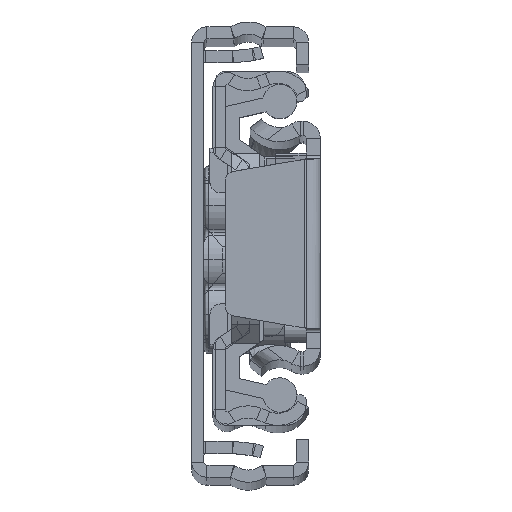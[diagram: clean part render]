
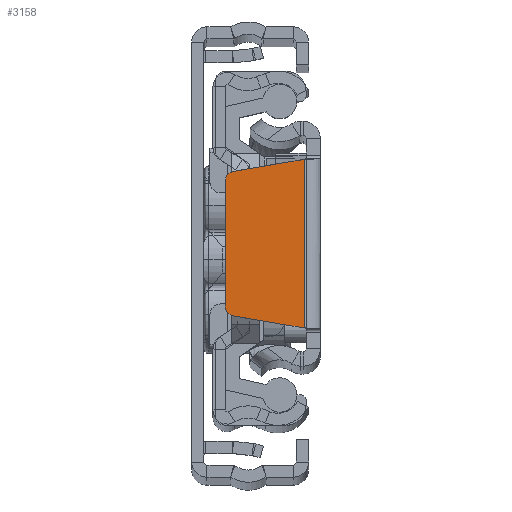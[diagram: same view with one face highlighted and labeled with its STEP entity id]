
A CAD part, top view. The second image highlights one B-rep face of the part: STEP entity #3158.
In plain terms, the highlighted planar face has unit normal (0, 0, 1).
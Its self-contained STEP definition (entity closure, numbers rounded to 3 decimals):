
#127 = CARTESIAN_POINT ( 'NONE',  ( -8.568, 7.142, 0. ) ) ;
#490 = EDGE_CURVE ( 'NONE', #9661, #20588, #9968, .T. ) ;
#771 = PLANE ( 'NONE',  #9245 ) ;
#1069 = CARTESIAN_POINT ( 'NONE',  ( -9.4, 6.156, 0. ) ) ;
#1079 = EDGE_CURVE ( 'NONE', #1746, #7985, #6175, .T. ) ;
#1151 = CARTESIAN_POINT ( 'NONE',  ( -8.568, -7.142, 0. ) ) ;
#1653 = DIRECTION ( 'NONE',  ( 0., 1., 0. ) ) ;
#1746 = VERTEX_POINT ( 'NONE', #16710 ) ;
#1820 = EDGE_CURVE ( 'NONE', #2134, #1746, #18875, .T. ) ;
#2134 = VERTEX_POINT ( 'NONE', #13421 ) ;
#2236 = ORIENTED_EDGE ( 'NONE', *, *, #12853, .F. ) ;
#2596 = EDGE_CURVE ( 'NONE', #2942, #2134, #12061, .T. ) ;
#2942 = VERTEX_POINT ( 'NONE', #127 ) ;
#3158 = ADVANCED_FACE ( 'NONE', ( #15717 ), #771, .F. ) ;
#5184 = ORIENTED_EDGE ( 'NONE', *, *, #2596, .F. ) ;
#5340 = DIRECTION ( 'NONE',  ( 0., -1., 0. ) ) ;
#5454 = CARTESIAN_POINT ( 'NONE',  ( -1.6, -8.333, 0. ) ) ;
#5703 = AXIS2_PLACEMENT_3D ( 'NONE', #5839, #20573, #8927 ) ;
#5731 = VECTOR ( 'NONE', #17937, 1000. ) ;
#5782 = DIRECTION ( 'NONE',  ( -1., 0., 0. ) ) ;
#5839 = CARTESIAN_POINT ( 'NONE',  ( -8.4, -6.156, 0. ) ) ;
#6059 = CIRCLE ( 'NONE', #5703, 1. ) ;
#6175 = LINE ( 'NONE', #1151, #5731 ) ;
#6314 = VECTOR ( 'NONE', #5340, 1000. ) ;
#6412 = ORIENTED_EDGE ( 'NONE', *, *, #1079, .F. ) ;
#7441 = CARTESIAN_POINT ( 'NONE',  ( -8.4, 6.156, 0. ) ) ;
#7705 = CARTESIAN_POINT ( 'NONE',  ( -8.568, -7.142, 0. ) ) ;
#7985 = VERTEX_POINT ( 'NONE', #7705 ) ;
#8927 = DIRECTION ( 'NONE',  ( -1., 0., 0. ) ) ;
#9245 = AXIS2_PLACEMENT_3D ( 'NONE', #7441, #20728, #5782 ) ;
#9661 = VERTEX_POINT ( 'NONE', #9761 ) ;
#9761 = CARTESIAN_POINT ( 'NONE',  ( -9.4, -6.156, 0. ) ) ;
#9896 = ORIENTED_EDGE ( 'NONE', *, *, #14742, .F. ) ;
#9968 = LINE ( 'NONE', #12112, #16898 ) ;
#10873 = ORIENTED_EDGE ( 'NONE', *, *, #1820, .F. ) ;
#11627 = DIRECTION ( 'NONE',  ( 0., 0., -1. ) ) ;
#12061 = LINE ( 'NONE', #13481, #16502 ) ;
#12112 = CARTESIAN_POINT ( 'NONE',  ( -9.4, 6.156, 0. ) ) ;
#12282 = CIRCLE ( 'NONE', #19239, 1. ) ;
#12853 = EDGE_CURVE ( 'NONE', #20588, #2942, #12282, .T. ) ;
#13044 = DIRECTION ( 'NONE',  ( -1., 0., 0. ) ) ;
#13154 = CARTESIAN_POINT ( 'NONE',  ( -8.4, 6.156, 0. ) ) ;
#13421 = CARTESIAN_POINT ( 'NONE',  ( -1.6, 8.333, 0. ) ) ;
#13481 = CARTESIAN_POINT ( 'NONE',  ( -1.5, 8.35, 0. ) ) ;
#13910 = EDGE_LOOP ( 'NONE', ( #10873, #5184, #2236, #19472, #9896, #6412 ) ) ;
#14742 = EDGE_CURVE ( 'NONE', #7985, #9661, #6059, .T. ) ;
#15717 = FACE_OUTER_BOUND ( 'NONE', #13910, .T. ) ;
#16502 = VECTOR ( 'NONE', #16632, 1000. ) ;
#16632 = DIRECTION ( 'NONE',  ( 0.986, 0.168, 0. ) ) ;
#16710 = CARTESIAN_POINT ( 'NONE',  ( -1.6, -8.333, 0. ) ) ;
#16898 = VECTOR ( 'NONE', #1653, 1000. ) ;
#17937 = DIRECTION ( 'NONE',  ( -0.986, 0.168, 0. ) ) ;
#18875 = LINE ( 'NONE', #5454, #6314 ) ;
#19239 = AXIS2_PLACEMENT_3D ( 'NONE', #13154, #11627, #13044 ) ;
#19472 = ORIENTED_EDGE ( 'NONE', *, *, #490, .F. ) ;
#20573 = DIRECTION ( 'NONE',  ( 0., 0., -1. ) ) ;
#20588 = VERTEX_POINT ( 'NONE', #1069 ) ;
#20728 = DIRECTION ( 'NONE',  ( 0., 0., -1. ) ) ;
